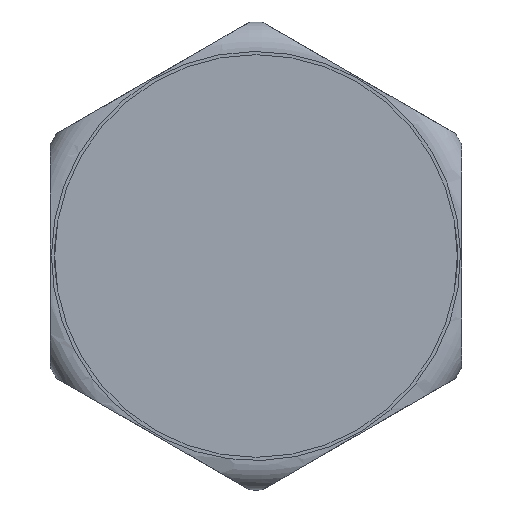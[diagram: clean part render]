
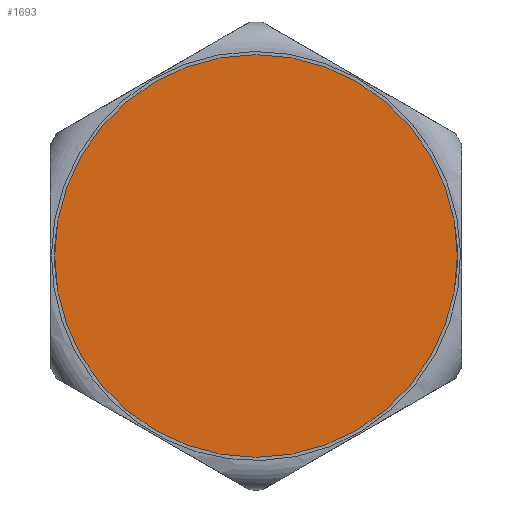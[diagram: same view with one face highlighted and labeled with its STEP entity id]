
A CAD part, left-side view. The second image highlights one B-rep face of the part: STEP entity #1693.
In plain terms, the highlighted planar face has unit normal (-1, 0, 0).
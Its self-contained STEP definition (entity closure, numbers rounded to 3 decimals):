
#341=PLANE('',#1879);
#440=FACE_OUTER_BOUND('',#558,.T.);
#558=EDGE_LOOP('',(#1392));
#643=CIRCLE('',#1880,17.08);
#782=VERTEX_POINT('',#6145);
#998=EDGE_CURVE('',#782,#782,#643,.T.);
#1392=ORIENTED_EDGE('',*,*,#998,.F.);
#1693=ADVANCED_FACE('',(#440),#341,.T.);
#1879=AXIS2_PLACEMENT_3D('',#6144,#2151,#2152);
#1880=AXIS2_PLACEMENT_3D('',#6146,#2153,#2154);
#2151=DIRECTION('center_axis',(-1.,0.,0.));
#2152=DIRECTION('ref_axis',(0.,0.,1.));
#2153=DIRECTION('center_axis',(1.,0.,0.));
#2154=DIRECTION('ref_axis',(0.,0.,-1.));
#6144=CARTESIAN_POINT('Origin',(-32.,17.08,0.));
#6145=CARTESIAN_POINT('',(-32.,17.08,0.));
#6146=CARTESIAN_POINT('Origin',(-32.,0.,0.));
